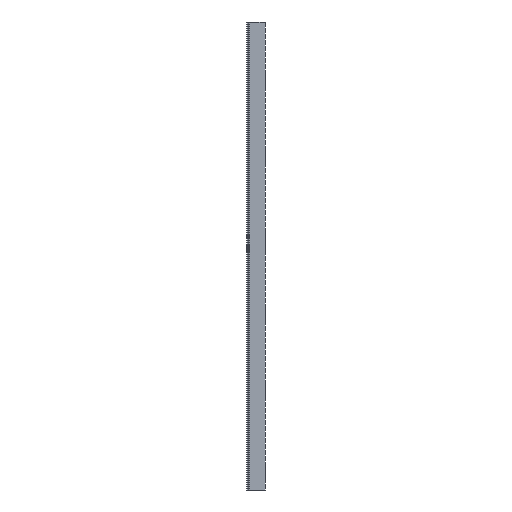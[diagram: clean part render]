
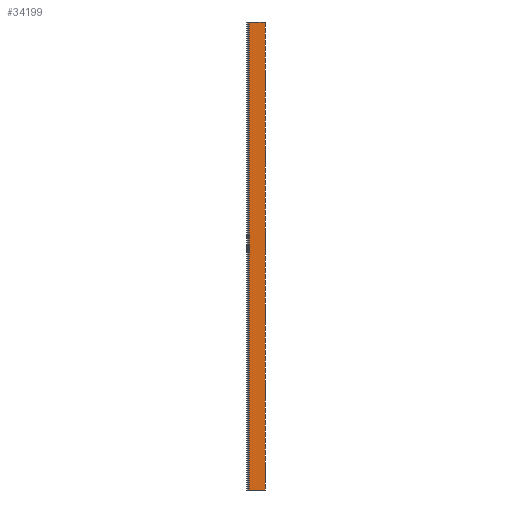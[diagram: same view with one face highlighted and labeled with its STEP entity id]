
A CAD part, left-side view. The second image highlights one B-rep face of the part: STEP entity #34199.
In plain terms, the highlighted planar face has unit normal (-1, 0, 0).
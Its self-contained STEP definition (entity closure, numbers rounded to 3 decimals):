
#290 = ORIENTED_EDGE ( 'NONE', *, *, #24793, .F. ) ;
#2001 = VERTEX_POINT ( 'NONE', #8669 ) ;
#3180 = LINE ( 'NONE', #13780, #12395 ) ;
#4051 = VERTEX_POINT ( 'NONE', #21365 ) ;
#5798 = CARTESIAN_POINT ( 'NONE',  ( -40., 68.333, 2000. ) ) ;
#7941 = DIRECTION ( 'NONE',  ( 0., 0., -1. ) ) ;
#8669 = CARTESIAN_POINT ( 'NONE',  ( -40., 0., 0. ) ) ;
#8935 = VECTOR ( 'NONE', #22508, 1000. ) ;
#9228 = EDGE_CURVE ( 'NONE', #26559, #2001, #3180, .T. ) ;
#10695 = DIRECTION ( 'NONE',  ( 0., 1., 0. ) ) ;
#10932 = LINE ( 'NONE', #5798, #34251 ) ;
#12395 = VECTOR ( 'NONE', #16795, 1000. ) ;
#13780 = CARTESIAN_POINT ( 'NONE',  ( -40., 0., 2000. ) ) ;
#14541 = LINE ( 'NONE', #27817, #8935 ) ;
#16692 = EDGE_CURVE ( 'NONE', #4051, #34020, #10932, .T. ) ;
#16694 = DIRECTION ( 'NONE',  ( 1., 0., 0. ) ) ;
#16795 = DIRECTION ( 'NONE',  ( 0., 0., -1. ) ) ;
#17455 = ORIENTED_EDGE ( 'NONE', *, *, #29450, .T. ) ;
#17596 = ORIENTED_EDGE ( 'NONE', *, *, #9228, .F. ) ;
#18377 = CARTESIAN_POINT ( 'NONE',  ( -40., 67.4, 0. ) ) ;
#20449 = CARTESIAN_POINT ( 'NONE',  ( -40., 68.333, 0. ) ) ;
#21365 = CARTESIAN_POINT ( 'NONE',  ( -40., 68.333, 2000. ) ) ;
#22014 = CARTESIAN_POINT ( 'NONE',  ( -40., 67.4, 2000. ) ) ;
#22508 = DIRECTION ( 'NONE',  ( 0., -1., 0. ) ) ;
#24793 = EDGE_CURVE ( 'NONE', #4051, #26559, #14541, .T. ) ;
#25985 = DIRECTION ( 'NONE',  ( 0., -1., 0. ) ) ;
#26559 = VERTEX_POINT ( 'NONE', #28832 ) ;
#26761 = AXIS2_PLACEMENT_3D ( 'NONE', #22014, #16694, #10695 ) ;
#27817 = CARTESIAN_POINT ( 'NONE',  ( -40., 67.4, 2000. ) ) ;
#28832 = CARTESIAN_POINT ( 'NONE',  ( -40., 0., 2000. ) ) ;
#29450 = EDGE_CURVE ( 'NONE', #34020, #2001, #33930, .T. ) ;
#31701 = ORIENTED_EDGE ( 'NONE', *, *, #16692, .T. ) ;
#32429 = FACE_OUTER_BOUND ( 'NONE', #32770, .T. ) ;
#32770 = EDGE_LOOP ( 'NONE', ( #17455, #17596, #290, #31701 ) ) ;
#33930 = LINE ( 'NONE', #18377, #34794 ) ;
#34020 = VERTEX_POINT ( 'NONE', #20449 ) ;
#34199 = ADVANCED_FACE ( 'NONE', ( #32429 ), #34938, .F. ) ;
#34251 = VECTOR ( 'NONE', #7941, 1000. ) ;
#34794 = VECTOR ( 'NONE', #25985, 1000. ) ;
#34938 = PLANE ( 'NONE',  #26761 ) ;
